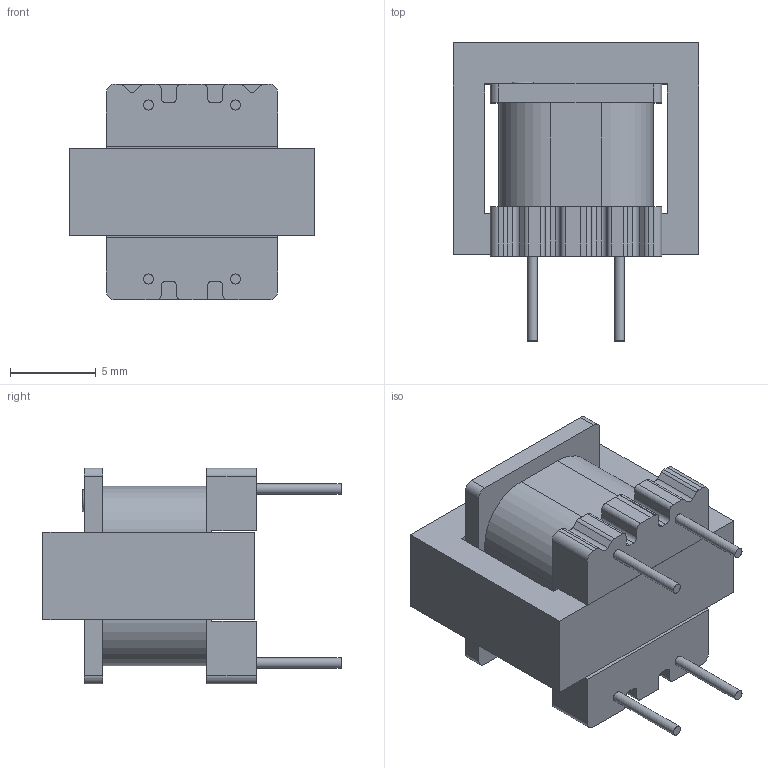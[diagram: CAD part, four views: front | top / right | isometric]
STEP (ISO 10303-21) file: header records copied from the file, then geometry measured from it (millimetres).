
FILE_DESCRIPTION(/* description */ (''),/* implementation_level */ '2;1');
FILE_NAME(/* name */ 'EE14 Red Audio Transformer v3.step',/* time_stamp */ '2022-05-15T14:39:49-04:00',/* author */ (''),/* organization */ (''),/* preprocessor_version */ 'ST-DEVELOPER v18.1',/* originating_system */ 'Autodesk Translation Framework v10.14.0.1471',/* authorisation */ '');
FILE_SCHEMA (('AUTOMOTIVE_DESIGN { 1 0 10303 214 3 1 1 }'));
Length unit declared in the file: millimetre
Products named in the file (1): EE14 Red Audio Transformer
Bounding box: 14.35 x 17.4 x 12.6 mm (x, y, z)
Volume: 1506.4 mm3; surface area: 1880.8 mm2
Topology: 8 solids, 8 shells, 107 faces, 270 edges, 180 vertices
Faces by surface type: plane 69, cylinder 37, torus 1
Full cylindrical faces by diameter (mm): 0.59 x4
Entity records: 3294 total; most frequent: DIRECTION 563, CARTESIAN_POINT 558, ORIENTED_EDGE 540, EDGE_CURVE 270, LINE 193, VECTOR 193, AXIS2_PLACEMENT_3D 185, VERTEX_POINT 180
